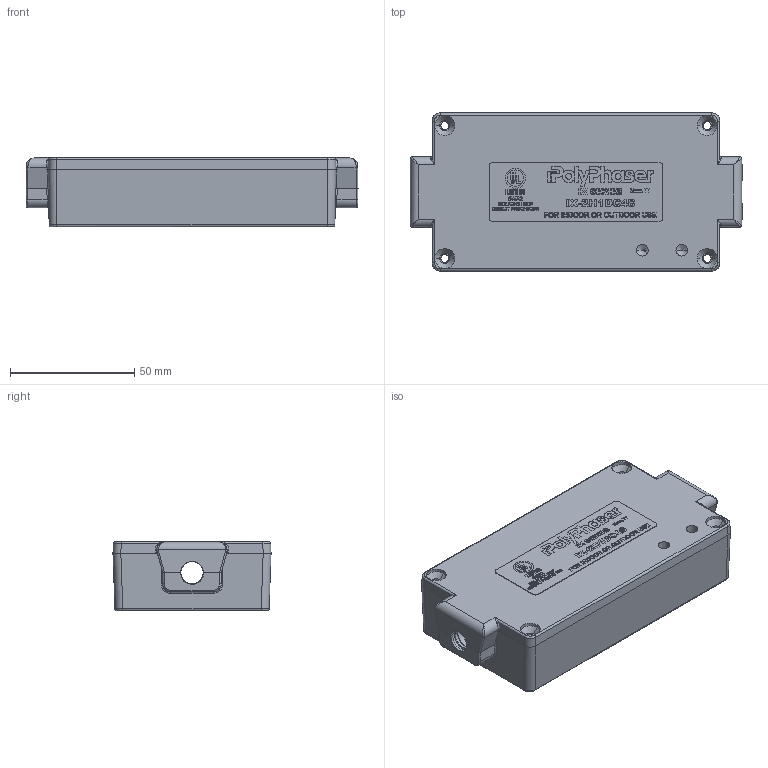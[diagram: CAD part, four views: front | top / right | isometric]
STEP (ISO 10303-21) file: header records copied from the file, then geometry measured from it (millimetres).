
FILE_DESCRIPTION (( 'STEP AP214' ), '1' );
FILE_NAME ('IX-2H1DC48.STEP', '2019-07-30T15:36:44', ( '' ), ( '' ), 'SwSTEP 2.0', 'SolidWorks 2019', '' );
FILE_SCHEMA (( 'AUTOMOTIVE_DESIGN' ));
Length unit declared in the file: inch
Products named in the file (14): 7020-3018; 5331-0013; 5331-0012; 7040-0109; 5331-0012-01; 7020-2636; 5331-0013-01; IX-2H1DC48; 9500-0041
Assembly tree (8 placements, depth 4):
  7020-3018
  5331-0013
  7020-2636
  7040-0109
  5331-0012
Bounding box: 133.35 x 63.5 x 27.9 mm (x, y, z)
Volume: 85637.4 mm3; surface area: 65178.4 mm2
Topology: 5 solids, 5 shells, 5382 faces, 14586 edges, 9595 vertices
Faces by surface type: plane 4061, bspline 881, cylinder 400, cone 40
Entity records: 230416 total; most frequent: CARTESIAN_POINT 83387, ORIENTED_EDGE 29096, DIRECTION 22445, EDGE_CURVE 14548, VECTOR 11983, LINE 11983, VERTEX_POINT 9595, EDGE_LOOP 5823
